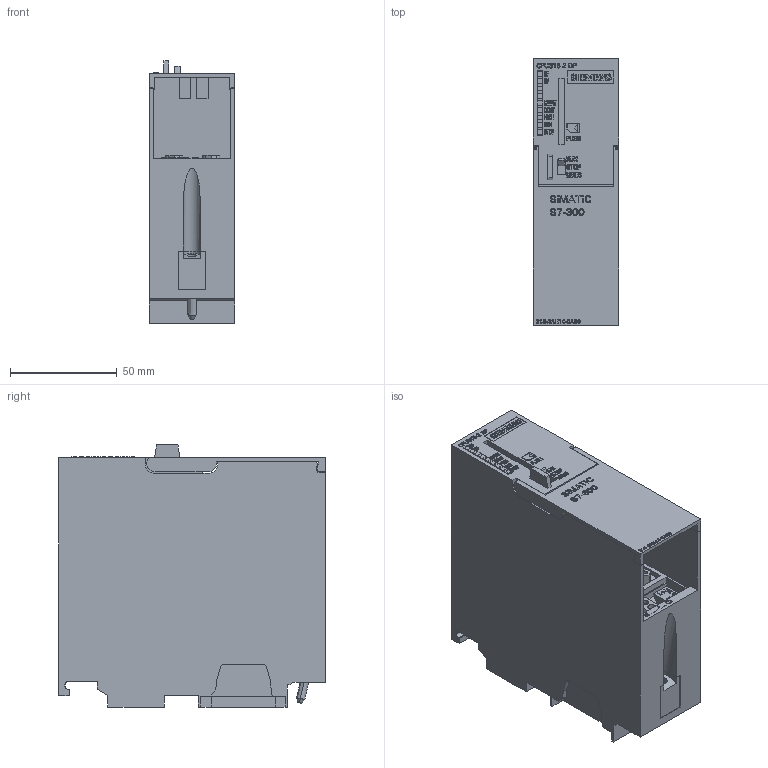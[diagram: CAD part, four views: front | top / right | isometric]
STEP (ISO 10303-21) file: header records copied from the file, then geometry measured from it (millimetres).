
FILE_DESCRIPTION(/* description */ (''),/* implementation_level */ '2;1');
FILE_NAME(/* name */ '6es73152ah140ab0_001_3d.stp',/* time_stamp */ '2010-09-27T12:47:46+02:00',/* author */ ('Attila Garai'),/* organization */ ('Siemens'),/* preprocessor_version */ 'ST-DEVELOPER v11',/* originating_system */ 'SIEMENS UGS NX 6.0',/* authorisation */ '');
FILE_SCHEMA (('AUTOMOTIVE_DESIGN { 1 0 10303 214 1 1 1 1 }'));
Length unit declared in the file: millimetre
Products named in the file (5): A5E30174872A_001; A5E30188543A_001; A5E30174869A_001; A5E30188711A_001; A5E30174876A_001
Assembly tree (4 placements, depth 2):
  A5E30174876A_001
    A5E30188711A_001
    A5E30174869A_001
    A5E30188543A_001
    A5E30174872A_001
Bounding box: 40 x 125 x 122.9 mm (x, y, z)
Volume: 462762.4 mm3; surface area: 72997.8 mm2
Topology: 145 solids, 145 shells, 1658 faces, 4077 edges, 2724 vertices
Faces by surface type: plane 1430, extrusion 164, cylinder 62, bspline 2
Full cylindrical faces by diameter (mm): 1 x18, 2.4 x4, 2.8 x2, 2.9 x2, 3.8 x2, 4.4 x1, 8 x1, 8.4 x1
Entity records: 55876 total; most frequent: CARTESIAN_POINT 16159, ORIENTED_EDGE 8038, DIRECTION 6978, EDGE_CURVE 4019, VECTOR 3718, LINE 3554, VERTEX_POINT 2697, EDGE_LOOP 1816
